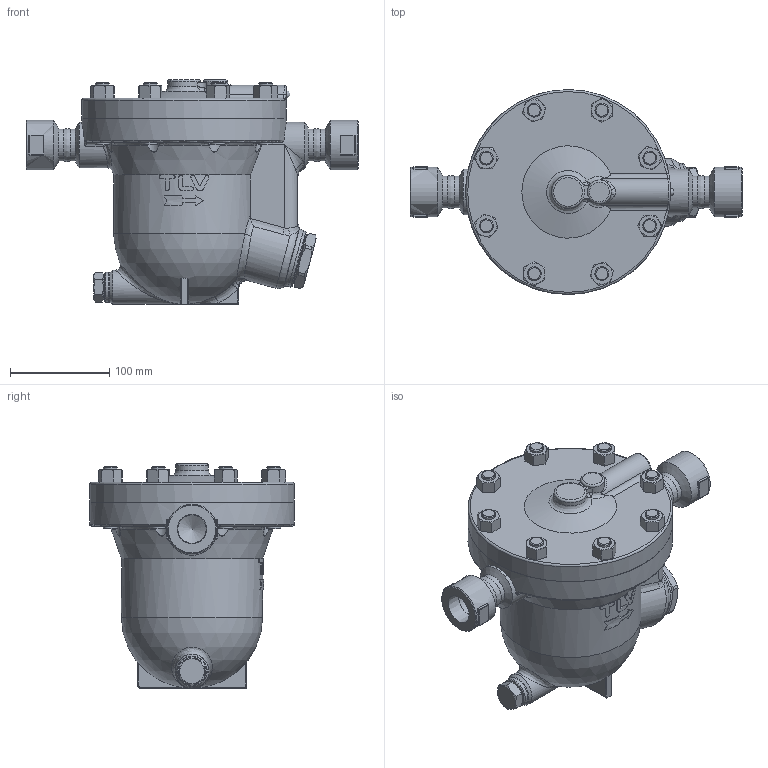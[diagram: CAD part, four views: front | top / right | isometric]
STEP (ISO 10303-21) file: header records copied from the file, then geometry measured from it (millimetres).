
FILE_DESCRIPTION((''),'2;1');
FILE_NAME('j7rlx-025-screw-00.stp','2010-07-27T11:09:02',('nakaot'),(''),'Autodesk Inventor 2008','Autodesk Inventor 2008','');
FILE_SCHEMA(('AUTOMOTIVE_DESIGN { 1 0 10303 214 1 1 1 1 }'));
Length unit declared in the file: millimetre
Products named in the file (1): j7rlx-025-screw-00
Bounding box: 334 x 206 x 225.6 mm (x, y, z)
Volume: 4452756.1 mm3; surface area: 252406.2 mm2
Topology: 1 solids, 1 shells, 488 faces, 1153 edges, 707 vertices
Faces by surface type: plane 154, cylinder 126, bspline 109, cone 81, torus 15, sphere 3
Full cylindrical faces by diameter (mm): 14 x24, 21 x1, 28.575 x1, 30 x1, 32 x3, 33 x1, 34 x1, 46 x1, 49.5 x1, 50 x1, 58 x1, 150 x1, 206 x2
Entity records: 22148 total; most frequent: CARTESIAN_POINT 12244, ORIENTED_EDGE 2094, DIRECTION 1865, EDGE_CURVE 1047, AXIS2_PLACEMENT_3D 789, VERTEX_POINT 687, EDGE_LOOP 630, FACE_OUTER_BOUND 488
